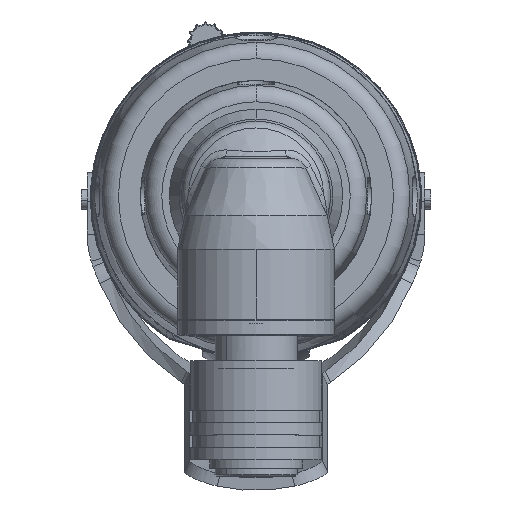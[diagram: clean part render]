
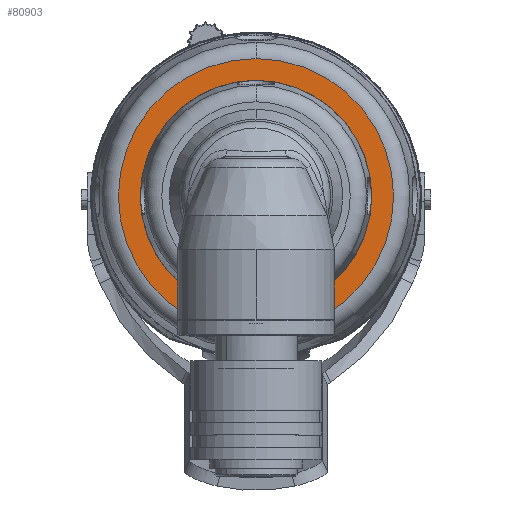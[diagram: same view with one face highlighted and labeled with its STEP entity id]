
A CAD part, top view. The second image highlights one B-rep face of the part: STEP entity #80903.
In plain terms, the highlighted planar face has unit normal (0, 0, 1).
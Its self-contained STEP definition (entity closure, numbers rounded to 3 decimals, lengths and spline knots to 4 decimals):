
#20733=CARTESIAN_POINT('',(0.,0.,0.3829));
#20734=DIRECTION('',(0.,0.,1.));
#20735=DIRECTION('',(0.,-1.,0.));
#20736=AXIS2_PLACEMENT_3D('',#20733,#20734,#20735);
#20738=CARTESIAN_POINT('',(0.,0.,0.3829));
#20739=DIRECTION('',(0.,0.,-1.));
#20740=DIRECTION('',(0.,-1.,0.));
#20741=AXIS2_PLACEMENT_3D('',#20738,#20739,#20740);
#20743=CARTESIAN_POINT('',(0.,0.,0.3829));
#20744=DIRECTION('',(0.,0.,-1.));
#20745=DIRECTION('',(0.,-1.,0.));
#20746=AXIS2_PLACEMENT_3D('',#20743,#20744,#20745);
#20748=CARTESIAN_POINT('',(0.,0.,0.3829));
#20749=DIRECTION('',(0.,0.,-1.));
#20750=DIRECTION('',(0.,1.,0.));
#20751=AXIS2_PLACEMENT_3D('',#20748,#20749,#20750);
#46423=CARTESIAN_POINT('',(0.,-0.4823,0.3829));
#46424=CARTESIAN_POINT('',(0.,0.4823,0.3829));
#46425=VERTEX_POINT('',#46423);
#46426=VERTEX_POINT('',#46424);
#46760=CARTESIAN_POINT('',(0.,-0.6555,0.3829));
#46762=VERTEX_POINT('',#46760);
#46764=CARTESIAN_POINT('',(0.,0.6555,0.3829));
#46766=VERTEX_POINT('',#46764);
#80888=CARTESIAN_POINT('',(0.,0.,0.3829));
#80889=DIRECTION('',(0.,0.,-1.));
#80890=DIRECTION('',(0.,1.,0.));
#80891=AXIS2_PLACEMENT_3D('',#80888,#80889,#80890);
#80892=PLANE('',#80891);
#80893=ORIENTED_EDGE('',*,*,#80867,.F.);
#80894=ORIENTED_EDGE('',*,*,#80883,.T.);
#80895=EDGE_LOOP('',(#80893,#80894));
#80896=FACE_OUTER_BOUND('',#80895,.F.);
#80898=ORIENTED_EDGE('',*,*,#80897,.F.);
#80900=ORIENTED_EDGE('',*,*,#80899,.F.);
#80901=EDGE_LOOP('',(#80898,#80900));
#80902=FACE_BOUND('',#80901,.F.);
#80903=ADVANCED_FACE('',(#80896,#80902),#80892,.F.);
#20737=CIRCLE('',#20736,0.6555);
#20742=CIRCLE('',#20741,0.6555);
#20747=CIRCLE('',#20746,0.4823);
#20752=CIRCLE('',#20751,0.4823);
#80867=EDGE_CURVE('',#46762,#46766,#20737,.T.);
#80883=EDGE_CURVE('',#46762,#46766,#20742,.T.);
#80897=EDGE_CURVE('',#46425,#46426,#20747,.T.);
#80899=EDGE_CURVE('',#46426,#46425,#20752,.T.);
